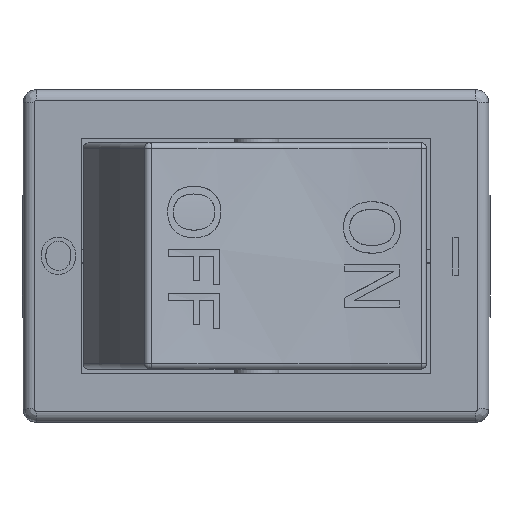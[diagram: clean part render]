
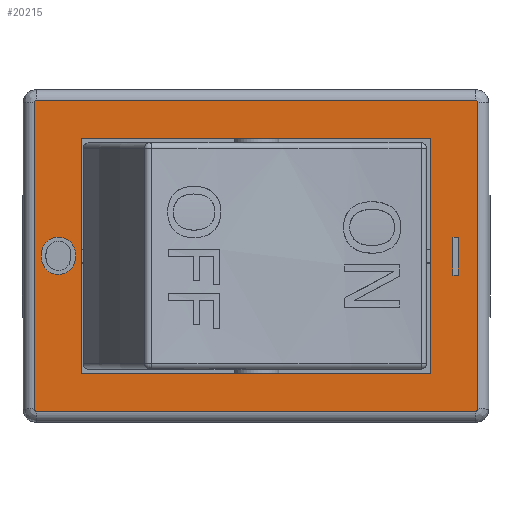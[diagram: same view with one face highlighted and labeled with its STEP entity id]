
A CAD part, top view. The second image highlights one B-rep face of the part: STEP entity #20215.
In plain terms, the highlighted planar face has unit normal (0, 0, 1).
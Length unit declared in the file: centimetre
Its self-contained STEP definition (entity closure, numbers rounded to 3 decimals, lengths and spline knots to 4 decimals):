
#110=FACE_BOUND('',#3900,.T.);
#111=FACE_BOUND('',#3901,.T.);
#112=FACE_BOUND('',#3902,.T.);
#949=PLANE('',#21097);
#1805=B_SPLINE_CURVE_WITH_KNOTS('',2,(#39352,#39353,#39354,#39355),
 .UNSPECIFIED.,.F.,.F.,(3,1,3),(0.,1.,2.),.UNSPECIFIED.);
#1807=B_SPLINE_CURVE_WITH_KNOTS('',2,(#39369,#39370,#39371),
 .UNSPECIFIED.,.F.,.F.,(3,3),(0.,1.),.UNSPECIFIED.);
#1809=B_SPLINE_CURVE_WITH_KNOTS('',2,(#39384,#39385,#39386),
 .UNSPECIFIED.,.F.,.F.,(3,3),(0.,1.),.UNSPECIFIED.);
#1811=B_SPLINE_CURVE_WITH_KNOTS('',2,(#39399,#39400,#39401),
 .UNSPECIFIED.,.F.,.F.,(3,3),(0.,1.),.UNSPECIFIED.);
#1813=B_SPLINE_CURVE_WITH_KNOTS('',2,(#39414,#39415,#39416),
 .UNSPECIFIED.,.F.,.F.,(3,3),(0.,1.),.UNSPECIFIED.);
#1815=B_SPLINE_CURVE_WITH_KNOTS('',2,(#39429,#39430,#39431,#39432),
 .UNSPECIFIED.,.F.,.F.,(3,1,3),(0.,1.,2.),.UNSPECIFIED.);
#2730=FACE_OUTER_BOUND('',#3899,.T.);
#3899=EDGE_LOOP('',(#17737,#17738,#17739,#17740,#17741,#17742,#17743,#17744));
#3900=EDGE_LOOP('',(#17745,#17746,#17747,#17748));
#3901=EDGE_LOOP('',(#17749,#17750,#17751,#17752));
#3902=EDGE_LOOP('',(#17753,#17754,#17755,#17756,#17757,#17758));
#5655=LINE('',#39441,#7745);
#5659=LINE('',#39448,#7749);
#5662=LINE('',#39454,#7752);
#5664=LINE('',#39457,#7754);
#5665=LINE('',#39462,#7755);
#5666=LINE('',#39466,#7756);
#5667=LINE('',#39470,#7757);
#5668=LINE('',#39474,#7758);
#5669=LINE('',#39478,#7759);
#5670=LINE('',#39480,#7760);
#5671=LINE('',#39482,#7761);
#5672=LINE('',#39483,#7762);
#7745=VECTOR('',#23950,1.);
#7749=VECTOR('',#23956,1.);
#7752=VECTOR('',#23961,1.);
#7754=VECTOR('',#23965,1.);
#7755=VECTOR('',#23970,1.);
#7756=VECTOR('',#23973,1.);
#7757=VECTOR('',#23976,1.);
#7758=VECTOR('',#23979,1.);
#7759=VECTOR('',#23982,1.);
#7760=VECTOR('',#23983,1.);
#7761=VECTOR('',#23984,1.);
#7762=VECTOR('',#23985,1.);
#8483=CIRCLE('',#21098,0.01);
#8484=CIRCLE('',#21099,0.01);
#8485=CIRCLE('',#21100,0.01);
#8486=CIRCLE('',#21101,0.01);
#9959=VERTEX_POINT('',#39349);
#9960=VERTEX_POINT('',#39351);
#9962=VERTEX_POINT('',#39367);
#9964=VERTEX_POINT('',#39382);
#9966=VERTEX_POINT('',#39397);
#9968=VERTEX_POINT('',#39412);
#9971=VERTEX_POINT('',#39438);
#9972=VERTEX_POINT('',#39440);
#9974=VERTEX_POINT('',#39446);
#9976=VERTEX_POINT('',#39452);
#9977=VERTEX_POINT('',#39460);
#9978=VERTEX_POINT('',#39461);
#9979=VERTEX_POINT('',#39463);
#9980=VERTEX_POINT('',#39465);
#9981=VERTEX_POINT('',#39467);
#9982=VERTEX_POINT('',#39469);
#9983=VERTEX_POINT('',#39471);
#9984=VERTEX_POINT('',#39473);
#9985=VERTEX_POINT('',#39476);
#9986=VERTEX_POINT('',#39477);
#9987=VERTEX_POINT('',#39479);
#9988=VERTEX_POINT('',#39481);
#12638=EDGE_CURVE('',#9960,#9959,#1805,.T.);
#12642=EDGE_CURVE('',#9959,#9962,#1807,.T.);
#12645=EDGE_CURVE('',#9962,#9964,#1809,.T.);
#12648=EDGE_CURVE('',#9964,#9966,#1811,.T.);
#12651=EDGE_CURVE('',#9966,#9968,#1813,.T.);
#12653=EDGE_CURVE('',#9968,#9960,#1815,.T.);
#12656=EDGE_CURVE('',#9972,#9971,#5655,.T.);
#12660=EDGE_CURVE('',#9971,#9974,#5659,.T.);
#12663=EDGE_CURVE('',#9974,#9976,#5662,.T.);
#12665=EDGE_CURVE('',#9976,#9972,#5664,.T.);
#12666=EDGE_CURVE('',#9977,#9978,#5665,.T.);
#12667=EDGE_CURVE('',#9979,#9977,#8483,.T.);
#12668=EDGE_CURVE('',#9980,#9979,#5666,.T.);
#12669=EDGE_CURVE('',#9981,#9980,#8484,.T.);
#12670=EDGE_CURVE('',#9982,#9981,#5667,.T.);
#12671=EDGE_CURVE('',#9983,#9982,#8485,.T.);
#12672=EDGE_CURVE('',#9984,#9983,#5668,.T.);
#12673=EDGE_CURVE('',#9978,#9984,#8486,.T.);
#12674=EDGE_CURVE('',#9985,#9986,#5669,.T.);
#12675=EDGE_CURVE('',#9986,#9987,#5670,.T.);
#12676=EDGE_CURVE('',#9987,#9988,#5671,.T.);
#12677=EDGE_CURVE('',#9988,#9985,#5672,.T.);
#17737=ORIENTED_EDGE('',*,*,#12666,.F.);
#17738=ORIENTED_EDGE('',*,*,#12667,.F.);
#17739=ORIENTED_EDGE('',*,*,#12668,.F.);
#17740=ORIENTED_EDGE('',*,*,#12669,.F.);
#17741=ORIENTED_EDGE('',*,*,#12670,.F.);
#17742=ORIENTED_EDGE('',*,*,#12671,.F.);
#17743=ORIENTED_EDGE('',*,*,#12672,.F.);
#17744=ORIENTED_EDGE('',*,*,#12673,.F.);
#17745=ORIENTED_EDGE('',*,*,#12674,.T.);
#17746=ORIENTED_EDGE('',*,*,#12675,.T.);
#17747=ORIENTED_EDGE('',*,*,#12676,.T.);
#17748=ORIENTED_EDGE('',*,*,#12677,.T.);
#17749=ORIENTED_EDGE('',*,*,#12656,.T.);
#17750=ORIENTED_EDGE('',*,*,#12660,.T.);
#17751=ORIENTED_EDGE('',*,*,#12663,.T.);
#17752=ORIENTED_EDGE('',*,*,#12665,.T.);
#17753=ORIENTED_EDGE('',*,*,#12638,.T.);
#17754=ORIENTED_EDGE('',*,*,#12642,.T.);
#17755=ORIENTED_EDGE('',*,*,#12645,.T.);
#17756=ORIENTED_EDGE('',*,*,#12648,.T.);
#17757=ORIENTED_EDGE('',*,*,#12651,.T.);
#17758=ORIENTED_EDGE('',*,*,#12653,.T.);
#20215=ADVANCED_FACE('',(#2730,#110,#111,#112),#949,.T.);
#21097=AXIS2_PLACEMENT_3D('',#39459,#23968,#23969);
#21098=AXIS2_PLACEMENT_3D('',#39464,#23971,#23972);
#21099=AXIS2_PLACEMENT_3D('',#39468,#23974,#23975);
#21100=AXIS2_PLACEMENT_3D('',#39472,#23977,#23978);
#21101=AXIS2_PLACEMENT_3D('',#39475,#23980,#23981);
#23950=DIRECTION('',(1.,0.,0.));
#23956=DIRECTION('',(0.,-1.,0.));
#23961=DIRECTION('',(-1.,0.,0.));
#23965=DIRECTION('',(0.,1.,0.));
#23968=DIRECTION('center_axis',(0.,0.,
1.));
#23969=DIRECTION('ref_axis',(1.,0.,0.));
#23970=DIRECTION('',(0.,1.,0.));
#23971=DIRECTION('center_axis',(0.,0.,
-1.));
#23972=DIRECTION('ref_axis',(-0.707,-0.707,0.));
#23973=DIRECTION('',(-1.,0.,0.));
#23974=DIRECTION('center_axis',(0.,0.,
-1.));
#23975=DIRECTION('ref_axis',(0.707,-0.707,0.));
#23976=DIRECTION('',(0.,-1.,0.));
#23977=DIRECTION('center_axis',(0.,0.,
-1.));
#23978=DIRECTION('ref_axis',(0.707,0.707,0.));
#23979=DIRECTION('',(1.,0.,0.));
#23980=DIRECTION('center_axis',(0.,0.,
-1.));
#23981=DIRECTION('ref_axis',(-0.707,0.707,0.));
#23982=DIRECTION('',(0.,-1.,0.));
#23983=DIRECTION('',(-1.,0.,0.));
#23984=DIRECTION('',(0.,1.,0.));
#23985=DIRECTION('',(1.,0.,0.));
#39349=CARTESIAN_POINT('',(-0.9681,0.0005,1.6));
#39351=CARTESIAN_POINT('',(-0.8915,-0.0831,1.6));
#39352=CARTESIAN_POINT('Ctrl Pts',(-0.8915,-0.0831,
1.6));
#39353=CARTESIAN_POINT('Ctrl Pts',(-0.9258,-0.0831,
1.6));
#39354=CARTESIAN_POINT('Ctrl Pts',(-0.9681,-0.0368,
1.6));
#39355=CARTESIAN_POINT('Ctrl Pts',(-0.9681,0.0005,
1.6));
#39367=CARTESIAN_POINT('',(-0.9488,0.0596,1.6));
#39369=CARTESIAN_POINT('Ctrl Pts',(-0.9681,0.0005,
1.6));
#39370=CARTESIAN_POINT('Ctrl Pts',(-0.9681,0.0365,
1.6));
#39371=CARTESIAN_POINT('Ctrl Pts',(-0.9488,0.0596,
1.6));
#39382=CARTESIAN_POINT('',(-0.8913,0.0841,1.6));
#39384=CARTESIAN_POINT('Ctrl Pts',(-0.9488,0.0596,
1.6));
#39385=CARTESIAN_POINT('Ctrl Pts',(-0.9277,0.0841,
1.6));
#39386=CARTESIAN_POINT('Ctrl Pts',(-0.8913,0.0841,
1.6));
#39397=CARTESIAN_POINT('',(-0.8329,0.0587,1.6));
#39399=CARTESIAN_POINT('Ctrl Pts',(-0.8913,0.0841,
1.6));
#39400=CARTESIAN_POINT('Ctrl Pts',(-0.8542,0.0841,
1.6));
#39401=CARTESIAN_POINT('Ctrl Pts',(-0.8329,0.0587,
1.6));
#39412=CARTESIAN_POINT('',(-0.8136,-0.0009,1.6));
#39414=CARTESIAN_POINT('Ctrl Pts',(-0.8329,0.0587,
1.6));
#39415=CARTESIAN_POINT('Ctrl Pts',(-0.8136,0.0355,
1.6));
#39416=CARTESIAN_POINT('Ctrl Pts',(-0.8136,-0.0009,
1.6));
#39429=CARTESIAN_POINT('Ctrl Pts',(-0.8136,-0.0009,
1.6));
#39430=CARTESIAN_POINT('Ctrl Pts',(-0.8136,-0.0377,
1.6));
#39431=CARTESIAN_POINT('Ctrl Pts',(-0.8564,-0.0831,
1.6));
#39432=CARTESIAN_POINT('Ctrl Pts',(-0.8915,-0.0831,
1.6));
#39438=CARTESIAN_POINT('',(0.9129,0.0836,1.6));
#39440=CARTESIAN_POINT('',(0.8881,0.0836,1.6));
#39441=CARTESIAN_POINT('',(0.4441,0.0836,1.6));
#39446=CARTESIAN_POINT('',(0.9129,-0.0864,1.6));
#39448=CARTESIAN_POINT('',(0.9129,0.0418,1.6));
#39452=CARTESIAN_POINT('',(0.8881,-0.0864,1.6));
#39454=CARTESIAN_POINT('',(0.4564,-0.0864,1.6));
#39457=CARTESIAN_POINT('',(0.8881,-0.0432,1.6));
#39459=CARTESIAN_POINT('Origin',(0.,0.,
1.6));
#39460=CARTESIAN_POINT('',(-1.,-0.69,1.6));
#39461=CARTESIAN_POINT('',(-1.,0.69,1.6));
#39462=CARTESIAN_POINT('',(-1.,-0.345,1.6));
#39463=CARTESIAN_POINT('',(-0.99,-0.7,1.6));
#39464=CARTESIAN_POINT('Origin',(-0.99,-0.69,1.6));
#39465=CARTESIAN_POINT('',(0.99,-0.7,1.6));
#39466=CARTESIAN_POINT('',(0.495,-0.7,1.6));
#39467=CARTESIAN_POINT('',(1.,-0.69,1.6));
#39468=CARTESIAN_POINT('Origin',(0.99,-0.69,1.6));
#39469=CARTESIAN_POINT('',(1.,0.69,1.6));
#39470=CARTESIAN_POINT('',(1.,0.345,1.6));
#39471=CARTESIAN_POINT('',(0.99,0.7,1.6));
#39472=CARTESIAN_POINT('Origin',(0.99,0.69,1.6));
#39473=CARTESIAN_POINT('',(-0.99,0.7,1.6));
#39474=CARTESIAN_POINT('',(-0.495,0.7,1.6));
#39475=CARTESIAN_POINT('Origin',(-0.99,0.69,1.6));
#39476=CARTESIAN_POINT('',(0.785,0.53,1.6));
#39477=CARTESIAN_POINT('',(0.785,-0.53,1.6));
#39478=CARTESIAN_POINT('',(0.785,-0.265,1.6));
#39479=CARTESIAN_POINT('',(-0.785,-0.53,1.6));
#39480=CARTESIAN_POINT('',(-0.3925,-0.53,1.6));
#39481=CARTESIAN_POINT('',(-0.785,0.53,1.6));
#39482=CARTESIAN_POINT('',(-0.785,0.265,1.6));
#39483=CARTESIAN_POINT('',(0.3925,0.53,1.6));
